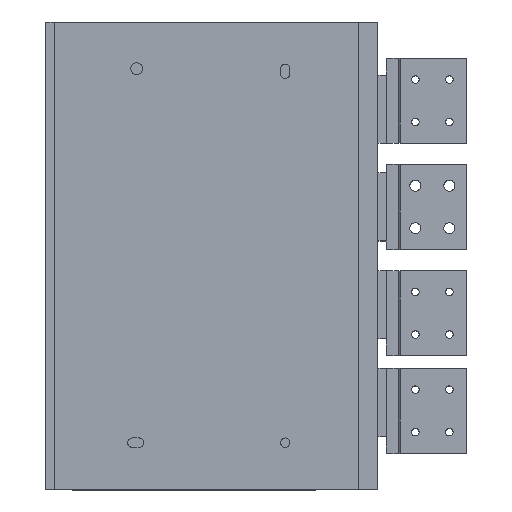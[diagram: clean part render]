
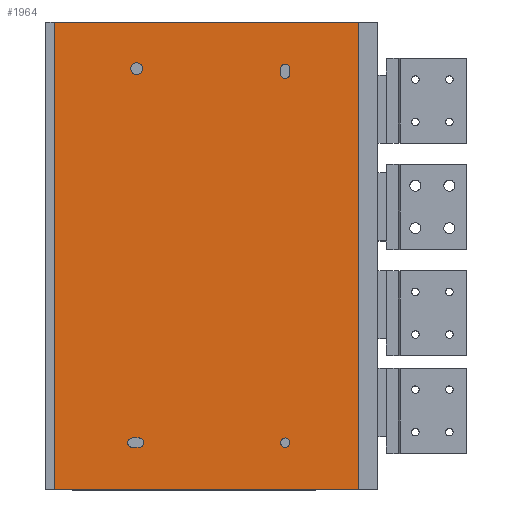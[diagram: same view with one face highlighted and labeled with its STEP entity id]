
A CAD part, top view. The second image highlights one B-rep face of the part: STEP entity #1964.
In plain terms, the highlighted planar face has unit normal (0, 0, 1).
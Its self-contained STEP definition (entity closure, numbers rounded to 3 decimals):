
#385=DIRECTION('',(0.,-1.,0.));
#386=VECTOR('',#385,550.);
#387=CARTESIAN_POINT('',(-155.5,435.,112.575));
#388=LINE('',#387,#386);
#389=CARTESIAN_POINT('',(-58.5,380.,112.575));
#390=DIRECTION('',(0.,0.,1.));
#391=DIRECTION('',(0.,1.,0.));
#392=AXIS2_PLACEMENT_3D('',#389,#390,#391);
#394=CARTESIAN_POINT('',(-58.5,380.,112.575));
#395=DIRECTION('',(0.,0.,1.));
#396=DIRECTION('',(0.,-1.,0.));
#397=AXIS2_PLACEMENT_3D('',#394,#395,#396);
#399=CARTESIAN_POINT('',(116.5,374.,112.575));
#400=DIRECTION('',(0.,0.,1.));
#401=DIRECTION('',(-1.,0.,0.));
#402=AXIS2_PLACEMENT_3D('',#399,#400,#401);
#404=CARTESIAN_POINT('',(116.5,380.,112.575));
#405=DIRECTION('',(0.,0.,1.));
#406=DIRECTION('',(1.,0.,0.));
#407=AXIS2_PLACEMENT_3D('',#404,#405,#406);
#409=CARTESIAN_POINT('',(116.5,-60.,112.575));
#410=DIRECTION('',(0.,0.,1.));
#411=DIRECTION('',(0.,-1.,0.));
#412=AXIS2_PLACEMENT_3D('',#409,#410,#411);
#414=CARTESIAN_POINT('',(116.5,-60.,112.575));
#415=DIRECTION('',(0.,0.,1.));
#416=DIRECTION('',(0.,1.,0.));
#417=AXIS2_PLACEMENT_3D('',#414,#415,#416);
#419=DIRECTION('',(-1.,0.,0.));
#420=VECTOR('',#419,7.981);
#421=CARTESIAN_POINT('',(-55.5,-54.5,112.575));
#422=LINE('',#421,#420);
#423=CARTESIAN_POINT('',(-63.481,-60.,112.575));
#424=DIRECTION('',(0.,0.,1.));
#425=DIRECTION('',(0.,1.,0.));
#426=AXIS2_PLACEMENT_3D('',#423,#424,#425);
#428=DIRECTION('',(1.,0.,0.));
#429=VECTOR('',#428,7.981);
#430=CARTESIAN_POINT('',(-63.481,-65.5,112.575));
#431=LINE('',#430,#429);
#432=CARTESIAN_POINT('',(-55.5,-60.,112.575));
#433=DIRECTION('',(0.,0.,1.));
#434=DIRECTION('',(0.,-1.,0.));
#435=AXIS2_PLACEMENT_3D('',#432,#433,#434);
#455=DIRECTION('',(0.,1.,0.));
#456=VECTOR('',#455,6.);
#457=CARTESIAN_POINT('',(111.,374.,112.575));
#458=LINE('',#457,#456);
#467=DIRECTION('',(0.,-1.,0.));
#468=VECTOR('',#467,6.);
#469=CARTESIAN_POINT('',(122.,380.,112.575));
#470=LINE('',#469,#468);
#511=DIRECTION('',(0.,1.,0.));
#512=VECTOR('',#511,550.);
#513=CARTESIAN_POINT('',(202.5,-115.,112.575));
#514=LINE('',#513,#512);
#555=DIRECTION('',(-1.,0.,0.));
#556=VECTOR('',#555,358.);
#557=CARTESIAN_POINT('',(202.5,-115.,112.575));
#558=LINE('',#557,#556);
#719=DIRECTION('',(-1.,0.,0.));
#720=VECTOR('',#719,358.);
#721=CARTESIAN_POINT('',(202.5,435.,112.575));
#722=LINE('',#721,#720);
#915=CARTESIAN_POINT('',(202.5,435.,112.575));
#916=VERTEX_POINT('',#915);
#917=CARTESIAN_POINT('',(-155.5,435.,112.575));
#918=VERTEX_POINT('',#917);
#947=CARTESIAN_POINT('',(-58.5,387.,112.575));
#948=CARTESIAN_POINT('',(-58.5,373.,112.575));
#949=VERTEX_POINT('',#947);
#950=VERTEX_POINT('',#948);
#951=CARTESIAN_POINT('',(111.,374.,112.575));
#952=CARTESIAN_POINT('',(111.,380.,112.575));
#953=VERTEX_POINT('',#951);
#954=VERTEX_POINT('',#952);
#955=CARTESIAN_POINT('',(122.,380.,112.575));
#956=CARTESIAN_POINT('',(122.,374.,112.575));
#957=VERTEX_POINT('',#955);
#958=VERTEX_POINT('',#956);
#1095=CARTESIAN_POINT('',(202.5,-115.,112.575));
#1096=CARTESIAN_POINT('',(-155.5,-115.,112.575));
#1097=VERTEX_POINT('',#1095);
#1098=VERTEX_POINT('',#1096);
#1171=CARTESIAN_POINT('',(116.5,-65.5,112.575));
#1172=CARTESIAN_POINT('',(116.5,-54.5,112.575));
#1173=VERTEX_POINT('',#1171);
#1174=VERTEX_POINT('',#1172);
#1175=CARTESIAN_POINT('',(-55.5,-54.5,112.575));
#1176=CARTESIAN_POINT('',(-63.481,-54.5,112.575));
#1177=VERTEX_POINT('',#1175);
#1178=VERTEX_POINT('',#1176);
#1179=CARTESIAN_POINT('',(-63.481,-65.5,112.575));
#1180=VERTEX_POINT('',#1179);
#1181=CARTESIAN_POINT('',(-55.5,-65.5,112.575));
#1182=VERTEX_POINT('',#1181);
#1918=CARTESIAN_POINT('',(-155.5,0.,112.575));
#1919=DIRECTION('',(0.,0.,1.));
#1920=DIRECTION('',(1.,0.,0.));
#1921=AXIS2_PLACEMENT_3D('',#1918,#1919,#1920);
#1922=PLANE('',#1921);
#1924=ORIENTED_EDGE('',*,*,#1923,.F.);
#1926=ORIENTED_EDGE('',*,*,#1925,.T.);
#1927=ORIENTED_EDGE('',*,*,#1908,.F.);
#1929=ORIENTED_EDGE('',*,*,#1928,.F.);
#1930=EDGE_LOOP('',(#1924,#1926,#1927,#1929));
#1931=FACE_OUTER_BOUND('',#1930,.F.);
#1933=ORIENTED_EDGE('',*,*,#1932,.F.);
#1935=ORIENTED_EDGE('',*,*,#1934,.T.);
#1937=ORIENTED_EDGE('',*,*,#1936,.F.);
#1939=ORIENTED_EDGE('',*,*,#1938,.T.);
#1940=EDGE_LOOP('',(#1933,#1935,#1937,#1939));
#1941=FACE_BOUND('',#1940,.F.);
#1943=ORIENTED_EDGE('',*,*,#1942,.T.);
#1945=ORIENTED_EDGE('',*,*,#1944,.T.);
#1946=EDGE_LOOP('',(#1943,#1945));
#1947=FACE_BOUND('',#1946,.F.);
#1949=ORIENTED_EDGE('',*,*,#1948,.T.);
#1951=ORIENTED_EDGE('',*,*,#1950,.T.);
#1952=EDGE_LOOP('',(#1949,#1951));
#1953=FACE_BOUND('',#1952,.F.);
#1955=ORIENTED_EDGE('',*,*,#1954,.T.);
#1957=ORIENTED_EDGE('',*,*,#1956,.T.);
#1959=ORIENTED_EDGE('',*,*,#1958,.T.);
#1961=ORIENTED_EDGE('',*,*,#1960,.T.);
#1962=EDGE_LOOP('',(#1955,#1957,#1959,#1961));
#1963=FACE_BOUND('',#1962,.F.);
#1964=ADVANCED_FACE('',(#1931,#1941,#1947,#1953,#1963),#1922,.T.);
#393=CIRCLE('',#392,7.);
#398=CIRCLE('',#397,7.);
#403=CIRCLE('',#402,5.5);
#408=CIRCLE('',#407,5.5);
#413=CIRCLE('',#412,5.5);
#418=CIRCLE('',#417,5.5);
#427=CIRCLE('',#426,5.5);
#436=CIRCLE('',#435,5.5);
#1908=EDGE_CURVE('',#918,#1098,#388,.T.);
#1923=EDGE_CURVE('',#1097,#916,#514,.T.);
#1925=EDGE_CURVE('',#1097,#1098,#558,.T.);
#1928=EDGE_CURVE('',#916,#918,#722,.T.);
#1932=EDGE_CURVE('',#953,#954,#458,.T.);
#1934=EDGE_CURVE('',#953,#958,#403,.T.);
#1936=EDGE_CURVE('',#957,#958,#470,.T.);
#1938=EDGE_CURVE('',#957,#954,#408,.T.);
#1942=EDGE_CURVE('',#949,#950,#393,.T.);
#1944=EDGE_CURVE('',#950,#949,#398,.T.);
#1948=EDGE_CURVE('',#1173,#1174,#413,.T.);
#1950=EDGE_CURVE('',#1174,#1173,#418,.T.);
#1954=EDGE_CURVE('',#1177,#1178,#422,.T.);
#1956=EDGE_CURVE('',#1178,#1180,#427,.T.);
#1958=EDGE_CURVE('',#1180,#1182,#431,.T.);
#1960=EDGE_CURVE('',#1182,#1177,#436,.T.);
